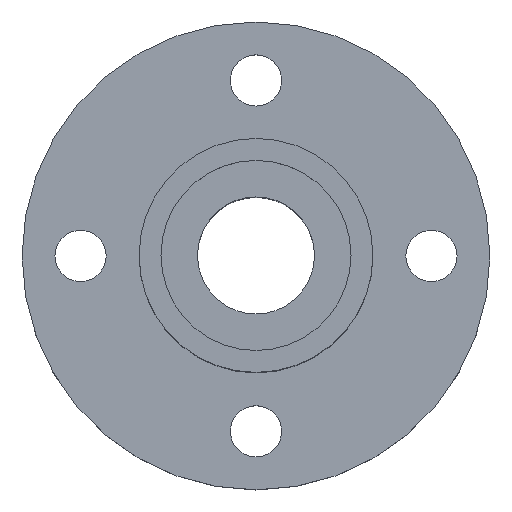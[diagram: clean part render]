
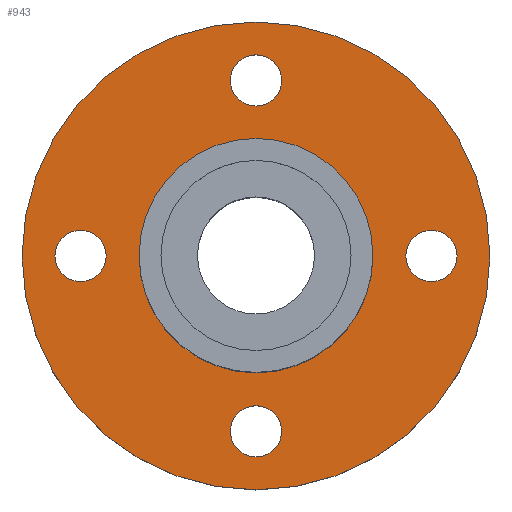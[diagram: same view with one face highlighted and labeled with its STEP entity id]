
A CAD part, top view. The second image highlights one B-rep face of the part: STEP entity #943.
In plain terms, the highlighted planar face has unit normal (0, 0, 1).
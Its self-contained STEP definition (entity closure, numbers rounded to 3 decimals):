
#11 = DIRECTION ( 'NONE',  ( 0., 0., 1. ) ) ;
#14 = CIRCLE ( 'NONE', #234, 1.75 ) ;
#15 = CARTESIAN_POINT ( 'NONE',  ( -8., 0., 5. ) ) ;
#25 = CARTESIAN_POINT ( 'NONE',  ( 0., 0., 5. ) ) ;
#35 = AXIS2_PLACEMENT_3D ( 'NONE', #376, #388, #301 ) ;
#40 = AXIS2_PLACEMENT_3D ( 'NONE', #25, #11, #581 ) ;
#49 = ORIENTED_EDGE ( 'NONE', *, *, #696, .T. ) ;
#73 = EDGE_CURVE ( 'NONE', #717, #522, #824, .T. ) ;
#93 = CARTESIAN_POINT ( 'NONE',  ( 8., 0., 5. ) ) ;
#116 = AXIS2_PLACEMENT_3D ( 'NONE', #1000, #584, #916 ) ;
#124 = EDGE_CURVE ( 'NONE', #203, #298, #276, .T. ) ;
#125 = EDGE_LOOP ( 'NONE', ( #532, #946 ) ) ;
#129 = EDGE_LOOP ( 'NONE', ( #404, #163 ) ) ;
#132 = DIRECTION ( 'NONE',  ( 0., 0., 1. ) ) ;
#141 = DIRECTION ( 'NONE',  ( 1., 0., 0. ) ) ;
#161 = AXIS2_PLACEMENT_3D ( 'NONE', #440, #705, #456 ) ;
#162 = DIRECTION ( 'NONE',  ( 0., 0., 1. ) ) ;
#163 = ORIENTED_EDGE ( 'NONE', *, *, #282, .T. ) ;
#167 = AXIS2_PLACEMENT_3D ( 'NONE', #251, #181, #169 ) ;
#169 = DIRECTION ( 'NONE',  ( 1., 0., 0. ) ) ;
#170 = VERTEX_POINT ( 'NONE', #562 ) ;
#171 = CARTESIAN_POINT ( 'NONE',  ( 1.75, -12., 5. ) ) ;
#181 = DIRECTION ( 'NONE',  ( 0., 0., -1. ) ) ;
#203 = VERTEX_POINT ( 'NONE', #93 ) ;
#205 = DIRECTION ( 'NONE',  ( 1., 0., 0. ) ) ;
#216 = CARTESIAN_POINT ( 'NONE',  ( 0., 0., 5. ) ) ;
#222 = VERTEX_POINT ( 'NONE', #245 ) ;
#224 = EDGE_LOOP ( 'NONE', ( #821, #49 ) ) ;
#234 = AXIS2_PLACEMENT_3D ( 'NONE', #740, #747, #498 ) ;
#245 = CARTESIAN_POINT ( 'NONE',  ( -13.75, 0., 5. ) ) ;
#249 = CARTESIAN_POINT ( 'NONE',  ( -12., 0., 5. ) ) ;
#251 = CARTESIAN_POINT ( 'NONE',  ( -12., 0., 5. ) ) ;
#253 = CIRCLE ( 'NONE', #501, 1.75 ) ;
#260 = CARTESIAN_POINT ( 'NONE',  ( -1.75, -12., 5. ) ) ;
#276 = CIRCLE ( 'NONE', #1050, 8. ) ;
#282 = EDGE_CURVE ( 'NONE', #437, #170, #861, .T. ) ;
#298 = VERTEX_POINT ( 'NONE', #15 ) ;
#301 = DIRECTION ( 'NONE',  ( 1., 0., 0. ) ) ;
#350 = AXIS2_PLACEMENT_3D ( 'NONE', #592, #923, #515 ) ;
#357 = VERTEX_POINT ( 'NONE', #260 ) ;
#370 = ORIENTED_EDGE ( 'NONE', *, *, #73, .T. ) ;
#374 = EDGE_CURVE ( 'NONE', #222, #1021, #632, .T. ) ;
#376 = CARTESIAN_POINT ( 'NONE',  ( 0., 0., 5. ) ) ;
#386 = EDGE_CURVE ( 'NONE', #790, #427, #616, .T. ) ;
#388 = DIRECTION ( 'NONE',  ( 0., 0., 1. ) ) ;
#399 = ORIENTED_EDGE ( 'NONE', *, *, #444, .T. ) ;
#404 = ORIENTED_EDGE ( 'NONE', *, *, #731, .T. ) ;
#408 = CARTESIAN_POINT ( 'NONE',  ( 0., 12., 5. ) ) ;
#411 = FACE_BOUND ( 'NONE', #129, .T. ) ;
#420 = CARTESIAN_POINT ( 'NONE',  ( 12., 0., 5. ) ) ;
#426 = FACE_BOUND ( 'NONE', #224, .T. ) ;
#427 = VERTEX_POINT ( 'NONE', #850 ) ;
#437 = VERTEX_POINT ( 'NONE', #547 ) ;
#438 = EDGE_CURVE ( 'NONE', #1030, #357, #1046, .T. ) ;
#440 = CARTESIAN_POINT ( 'NONE',  ( 0., -12., 5. ) ) ;
#444 = EDGE_CURVE ( 'NONE', #427, #790, #253, .T. ) ;
#456 = DIRECTION ( 'NONE',  ( 1., 0., 0. ) ) ;
#493 = DIRECTION ( 'NONE',  ( 0., 0., -1. ) ) ;
#498 = DIRECTION ( 'NONE',  ( 1., 0., 0. ) ) ;
#501 = AXIS2_PLACEMENT_3D ( 'NONE', #1016, #941, #205 ) ;
#503 = PLANE ( 'NONE',  #40 ) ;
#504 = EDGE_LOOP ( 'NONE', ( #961, #399 ) ) ;
#515 = DIRECTION ( 'NONE',  ( 1., 0., 0. ) ) ;
#519 = DIRECTION ( 'NONE',  ( 1., 0., 0. ) ) ;
#522 = VERTEX_POINT ( 'NONE', #855 ) ;
#532 = ORIENTED_EDGE ( 'NONE', *, *, #930, .F. ) ;
#536 = CIRCLE ( 'NONE', #858, 1.75 ) ;
#545 = CIRCLE ( 'NONE', #727, 8. ) ;
#546 = EDGE_LOOP ( 'NONE', ( #866, #762 ) ) ;
#547 = CARTESIAN_POINT ( 'NONE',  ( 1.75, 12., 5. ) ) ;
#562 = CARTESIAN_POINT ( 'NONE',  ( -1.75, 12., 5. ) ) ;
#581 = DIRECTION ( 'NONE',  ( 1., 0., 0. ) ) ;
#583 = CARTESIAN_POINT ( 'NONE',  ( 16., 0., 5. ) ) ;
#584 = DIRECTION ( 'NONE',  ( 0., 0., -1. ) ) ;
#591 = DIRECTION ( 'NONE',  ( 0., 0., -1. ) ) ;
#592 = CARTESIAN_POINT ( 'NONE',  ( 0., 0., 5. ) ) ;
#616 = CIRCLE ( 'NONE', #917, 1.75 ) ;
#632 = CIRCLE ( 'NONE', #167, 1.75 ) ;
#641 = CARTESIAN_POINT ( 'NONE',  ( 10.25, 0., 5. ) ) ;
#659 = DIRECTION ( 'NONE',  ( 1., 0., 0. ) ) ;
#683 = CARTESIAN_POINT ( 'NONE',  ( -10.25, 0., 5. ) ) ;
#696 = EDGE_CURVE ( 'NONE', #1021, #222, #536, .T. ) ;
#704 = AXIS2_PLACEMENT_3D ( 'NONE', #408, #493, #998 ) ;
#705 = DIRECTION ( 'NONE',  ( 0., 0., -1. ) ) ;
#717 = VERTEX_POINT ( 'NONE', #583 ) ;
#727 = AXIS2_PLACEMENT_3D ( 'NONE', #980, #162, #659 ) ;
#731 = EDGE_CURVE ( 'NONE', #170, #437, #1047, .T. ) ;
#734 = DIRECTION ( 'NONE',  ( 1., 0., 0. ) ) ;
#740 = CARTESIAN_POINT ( 'NONE',  ( 0., -12., 5. ) ) ;
#745 = FACE_BOUND ( 'NONE', #504, .T. ) ;
#747 = DIRECTION ( 'NONE',  ( 0., 0., -1. ) ) ;
#762 = ORIENTED_EDGE ( 'NONE', *, *, #438, .T. ) ;
#780 = EDGE_CURVE ( 'NONE', #357, #1030, #14, .T. ) ;
#790 = VERTEX_POINT ( 'NONE', #641 ) ;
#821 = ORIENTED_EDGE ( 'NONE', *, *, #374, .T. ) ;
#824 = CIRCLE ( 'NONE', #35, 16. ) ;
#841 = FACE_BOUND ( 'NONE', #546, .T. ) ;
#849 = CIRCLE ( 'NONE', #350, 16. ) ;
#850 = CARTESIAN_POINT ( 'NONE',  ( 13.75, 0., 5. ) ) ;
#855 = CARTESIAN_POINT ( 'NONE',  ( -16., 0., 5. ) ) ;
#858 = AXIS2_PLACEMENT_3D ( 'NONE', #249, #908, #734 ) ;
#861 = CIRCLE ( 'NONE', #116, 1.75 ) ;
#866 = ORIENTED_EDGE ( 'NONE', *, *, #780, .T. ) ;
#908 = DIRECTION ( 'NONE',  ( 0., 0., -1. ) ) ;
#916 = DIRECTION ( 'NONE',  ( 1., 0., 0. ) ) ;
#917 = AXIS2_PLACEMENT_3D ( 'NONE', #420, #591, #519 ) ;
#923 = DIRECTION ( 'NONE',  ( 0., 0., 1. ) ) ;
#930 = EDGE_CURVE ( 'NONE', #298, #203, #545, .T. ) ;
#941 = DIRECTION ( 'NONE',  ( 0., 0., -1. ) ) ;
#942 = EDGE_LOOP ( 'NONE', ( #985, #370 ) ) ;
#943 = ADVANCED_FACE ( 'NONE', ( #411, #426, #841, #745, #990, #1069 ), #503, .T. ) ;
#946 = ORIENTED_EDGE ( 'NONE', *, *, #124, .F. ) ;
#961 = ORIENTED_EDGE ( 'NONE', *, *, #386, .T. ) ;
#980 = CARTESIAN_POINT ( 'NONE',  ( 0., 0., 5. ) ) ;
#985 = ORIENTED_EDGE ( 'NONE', *, *, #1053, .T. ) ;
#990 = FACE_BOUND ( 'NONE', #125, .T. ) ;
#998 = DIRECTION ( 'NONE',  ( 1., 0., 0. ) ) ;
#1000 = CARTESIAN_POINT ( 'NONE',  ( 0., 12., 5. ) ) ;
#1016 = CARTESIAN_POINT ( 'NONE',  ( 12., 0., 5. ) ) ;
#1021 = VERTEX_POINT ( 'NONE', #683 ) ;
#1030 = VERTEX_POINT ( 'NONE', #171 ) ;
#1046 = CIRCLE ( 'NONE', #161, 1.75 ) ;
#1047 = CIRCLE ( 'NONE', #704, 1.75 ) ;
#1050 = AXIS2_PLACEMENT_3D ( 'NONE', #216, #132, #141 ) ;
#1053 = EDGE_CURVE ( 'NONE', #522, #717, #849, .T. ) ;
#1069 = FACE_OUTER_BOUND ( 'NONE', #942, .T. ) ;
